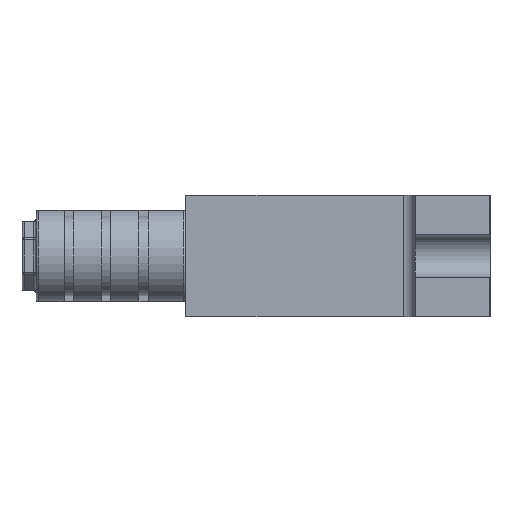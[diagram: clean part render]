
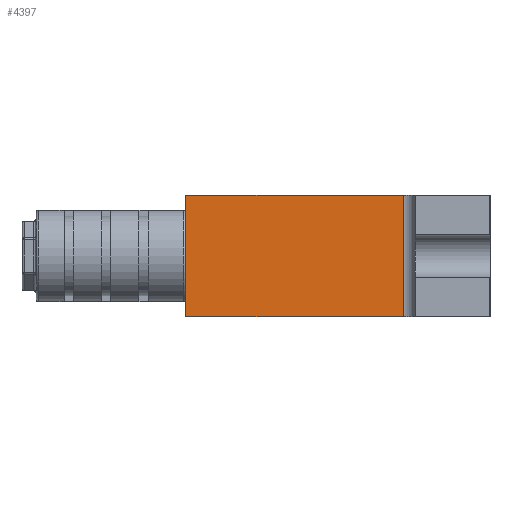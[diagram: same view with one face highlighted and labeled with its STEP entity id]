
A CAD part, left-side view. The second image highlights one B-rep face of the part: STEP entity #4397.
In plain terms, the highlighted planar face has unit normal (-1, 0, 0).
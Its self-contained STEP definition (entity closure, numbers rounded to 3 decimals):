
#24 = VECTOR ( 'NONE', #5070, 1000. ) ;
#220 = CARTESIAN_POINT ( 'NONE',  ( -32.5, 32.5, -13. ) ) ;
#347 = CARTESIAN_POINT ( 'NONE',  ( -32.5, 32.5, 13. ) ) ;
#477 = FACE_OUTER_BOUND ( 'NONE', #4190, .T. ) ;
#538 = VERTEX_POINT ( 'NONE', #347 ) ;
#1031 = ORIENTED_EDGE ( 'NONE', *, *, #4902, .F. ) ;
#1289 = DIRECTION ( 'NONE',  ( 0., 0., -1. ) ) ;
#1465 = ORIENTED_EDGE ( 'NONE', *, *, #6186, .T. ) ;
#1555 = CARTESIAN_POINT ( 'NONE',  ( -32.5, 32.5, 13. ) ) ;
#1789 = LINE ( 'NONE', #1555, #4848 ) ;
#1850 = PLANE ( 'NONE',  #2168 ) ;
#1875 = LINE ( 'NONE', #2930, #24 ) ;
#2096 = DIRECTION ( 'NONE',  ( 0., 1., 0. ) ) ;
#2168 = AXIS2_PLACEMENT_3D ( 'NONE', #4545, #5595, #1289 ) ;
#2261 = EDGE_CURVE ( 'NONE', #3267, #6844, #4406, .T. ) ;
#2392 = ORIENTED_EDGE ( 'NONE', *, *, #6776, .F. ) ;
#2546 = CARTESIAN_POINT ( 'NONE',  ( -32.5, -14., 13. ) ) ;
#2930 = CARTESIAN_POINT ( 'NONE',  ( -32.5, 32.5, -13. ) ) ;
#3267 = VERTEX_POINT ( 'NONE', #3380 ) ;
#3357 = CARTESIAN_POINT ( 'NONE',  ( -32.5, 32.5, -13. ) ) ;
#3380 = CARTESIAN_POINT ( 'NONE',  ( -32.5, -14., -13. ) ) ;
#4190 = EDGE_LOOP ( 'NONE', ( #1031, #6049, #1465, #2392 ) ) ;
#4367 = VECTOR ( 'NONE', #4510, 1000. ) ;
#4397 = ADVANCED_FACE ( 'NONE', ( #477 ), #1850, .F. ) ;
#4406 = LINE ( 'NONE', #2546, #6263 ) ;
#4510 = DIRECTION ( 'NONE',  ( 0., 1., 0. ) ) ;
#4545 = CARTESIAN_POINT ( 'NONE',  ( -32.5, 32.5, -13. ) ) ;
#4848 = VECTOR ( 'NONE', #2096, 1000. ) ;
#4902 = EDGE_CURVE ( 'NONE', #3267, #6819, #5042, .T. ) ;
#5042 = LINE ( 'NONE', #3357, #4367 ) ;
#5070 = DIRECTION ( 'NONE',  ( 0., 0., 1. ) ) ;
#5595 = DIRECTION ( 'NONE',  ( 1., 0., 0. ) ) ;
#6049 = ORIENTED_EDGE ( 'NONE', *, *, #2261, .T. ) ;
#6186 = EDGE_CURVE ( 'NONE', #6844, #538, #1789, .T. ) ;
#6263 = VECTOR ( 'NONE', #6932, 1000. ) ;
#6774 = CARTESIAN_POINT ( 'NONE',  ( -32.5, -14., 13. ) ) ;
#6776 = EDGE_CURVE ( 'NONE', #6819, #538, #1875, .T. ) ;
#6819 = VERTEX_POINT ( 'NONE', #220 ) ;
#6844 = VERTEX_POINT ( 'NONE', #6774 ) ;
#6932 = DIRECTION ( 'NONE',  ( 0., 0., 1. ) ) ;
